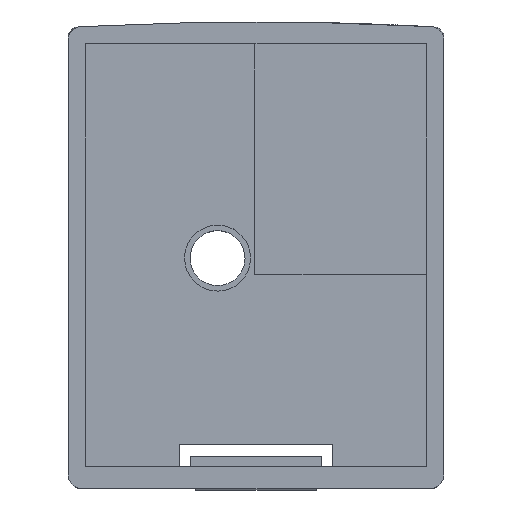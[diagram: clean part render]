
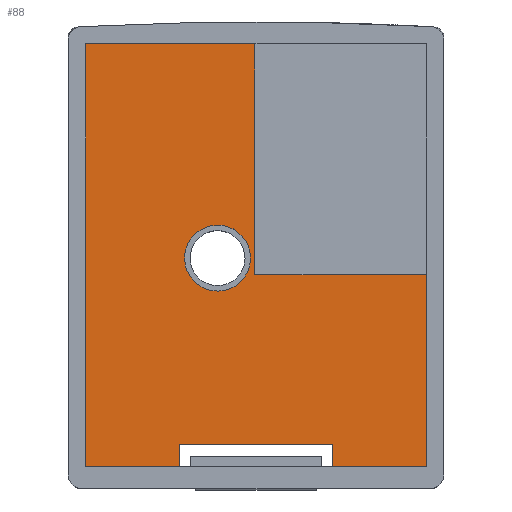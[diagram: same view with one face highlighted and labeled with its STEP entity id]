
A CAD part, top view. The second image highlights one B-rep face of the part: STEP entity #88.
In plain terms, the highlighted planar face has unit normal (0, 0, 1).
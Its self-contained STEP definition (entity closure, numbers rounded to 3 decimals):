
#17=FACE_BOUND('',#282,.T.);
#88=ADVANCED_FACE('',(#183,#17),#1677,.T.);
#183=FACE_OUTER_BOUND('',#281,.T.);
#281=EDGE_LOOP('',(#692,#693,#694,#695,#696,#697,#698,#699,#700,#701));
#282=EDGE_LOOP('',(#702));
#692=ORIENTED_EDGE('',*,*,#1034,.T.);
#693=ORIENTED_EDGE('',*,*,#1039,.T.);
#694=ORIENTED_EDGE('',*,*,#1047,.F.);
#695=ORIENTED_EDGE('',*,*,#1048,.T.);
#696=ORIENTED_EDGE('',*,*,#1046,.T.);
#697=ORIENTED_EDGE('',*,*,#1031,.T.);
#698=ORIENTED_EDGE('',*,*,#1036,.T.);
#699=ORIENTED_EDGE('',*,*,#932,.F.);
#700=ORIENTED_EDGE('',*,*,#1042,.F.);
#701=ORIENTED_EDGE('',*,*,#1027,.F.);
#702=ORIENTED_EDGE('',*,*,#939,.F.);
#932=EDGE_CURVE('',#1551,#1545,#1294,.T.);
#939=EDGE_CURVE('',#1440,#1440,#1198,.T.);
#1027=EDGE_CURVE('',#1546,#1552,#1360,.T.);
#1031=EDGE_CURVE('',#1543,#1544,#1364,.T.);
#1034=EDGE_CURVE('',#1546,#1547,#1367,.T.);
#1036=EDGE_CURVE('',#1544,#1545,#1369,.T.);
#1039=EDGE_CURVE('',#1547,#1549,#1372,.T.);
#1042=EDGE_CURVE('',#1552,#1551,#1375,.T.);
#1046=EDGE_CURVE('',#1554,#1543,#1379,.T.);
#1047=EDGE_CURVE('',#1553,#1549,#1380,.T.);
#1048=EDGE_CURVE('',#1553,#1554,#1381,.T.);
#1198=CIRCLE('',#1882,3.003);
#1294=B_SPLINE_CURVE_WITH_KNOTS('',1,(#2641,#2642,#2643),.UNSPECIFIED.,
 .F.,.F.,(2,1,2),(6.002,7.002,8.),
 .UNSPECIFIED.);
#1360=B_SPLINE_CURVE_WITH_KNOTS('',1,(#2924,#2925,#2926,#2927),
 .UNSPECIFIED.,.F.,.F.,(2,1,1,2),(-18.037,-17.04,-16.04,
-15.04),.UNSPECIFIED.);
#1364=B_SPLINE_CURVE_WITH_KNOTS('',1,(#2934,#2935),.UNSPECIFIED.,.F.,.F.,
(2,2),(-38.5,0.),.UNSPECIFIED.);
#1367=B_SPLINE_CURVE_WITH_KNOTS('',1,(#2940,#2941),.UNSPECIFIED.,.F.,.F.,
(2,2),(22.503,31.),.UNSPECIFIED.);
#1369=B_SPLINE_CURVE_WITH_KNOTS('',1,(#2944,#2945),.UNSPECIFIED.,.F.,.F.,
(2,2),(0.,8.497),.UNSPECIFIED.);
#1372=B_SPLINE_CURVE_WITH_KNOTS('',1,(#2950,#2951),.UNSPECIFIED.,.F.,.F.,
(2,2),(0.,17.5),.UNSPECIFIED.);
#1375=B_SPLINE_CURVE_WITH_KNOTS('',1,(#2956,#2957),.UNSPECIFIED.,.F.,.F.,
(2,2),(2.,3.),.UNSPECIFIED.);
#1379=B_SPLINE_CURVE_WITH_KNOTS('',1,(#2966,#2967),.UNSPECIFIED.,.F.,.F.,
(2,2),(-15.4,0.),.UNSPECIFIED.);
#1380=B_SPLINE_CURVE_WITH_KNOTS('',1,(#2968,#2969),.UNSPECIFIED.,.F.,.F.,
(2,2),(0.,15.6),.UNSPECIFIED.);
#1381=B_SPLINE_CURVE_WITH_KNOTS('',1,(#2970,#2971),.UNSPECIFIED.,.F.,.F.,
(2,2),(0.,21.),.UNSPECIFIED.);
#1440=VERTEX_POINT('',#2240);
#1543=VERTEX_POINT('',#2343);
#1544=VERTEX_POINT('',#2344);
#1545=VERTEX_POINT('',#2345);
#1546=VERTEX_POINT('',#2346);
#1547=VERTEX_POINT('',#2347);
#1549=VERTEX_POINT('',#2349);
#1551=VERTEX_POINT('',#2351);
#1552=VERTEX_POINT('',#2352);
#1553=VERTEX_POINT('',#2353);
#1554=VERTEX_POINT('',#2354);
#1677=PLANE('',#1845);
#1845=AXIS2_PLACEMENT_3D('',#2195,#1981,$);
#1882=AXIS2_PLACEMENT_3D($,#2656,#2027,#2028);
#1981=DIRECTION('',(0.,0.,1.));
#2027=DIRECTION('',(0.,0.,1.));
#2028=DIRECTION('',(0.309,0.951,0.));
#2195=CARTESIAN_POINT('',(33.,-36.,8.));
#2240=CARTESIAN_POINT('',(45.928,-14.144,8.));
#2343=CARTESIAN_POINT('',(33.,2.5,8.));
#2344=CARTESIAN_POINT('',(33.,-36.,8.));
#2345=CARTESIAN_POINT('',(41.497,-36.,8.));
#2346=CARTESIAN_POINT('',(55.503,-36.,8.));
#2347=CARTESIAN_POINT('',(64.,-36.,8.));
#2349=CARTESIAN_POINT('',(64.,-18.5,8.));
#2351=CARTESIAN_POINT('',(41.497,-33.997,8.));
#2352=CARTESIAN_POINT('',(55.503,-33.997,8.));
#2353=CARTESIAN_POINT('',(48.4,-18.5,8.));
#2354=CARTESIAN_POINT('',(48.4,2.5,8.));
#2641=CARTESIAN_POINT('',(41.497,-33.997,8.));
#2642=CARTESIAN_POINT('',(41.497,-35.071,8.));
#2643=CARTESIAN_POINT('',(41.497,-36.,8.));
#2656=CARTESIAN_POINT('',(45.,-17.,8.));
#2924=CARTESIAN_POINT('',(55.503,-36.,8.));
#2925=CARTESIAN_POINT('',(55.503,-35.071,8.));
#2926=CARTESIAN_POINT('',(55.503,-34.998,8.));
#2927=CARTESIAN_POINT('',(55.503,-33.997,8.));
#2934=CARTESIAN_POINT('',(33.,2.5,8.));
#2935=CARTESIAN_POINT('',(33.,-36.,8.));
#2940=CARTESIAN_POINT('',(55.503,-36.,8.));
#2941=CARTESIAN_POINT('',(64.,-36.,8.));
#2944=CARTESIAN_POINT('',(33.,-36.,8.));
#2945=CARTESIAN_POINT('',(41.497,-36.,8.));
#2950=CARTESIAN_POINT('',(64.,-36.,8.));
#2951=CARTESIAN_POINT('',(64.,-18.5,8.));
#2956=CARTESIAN_POINT('',(55.503,-33.997,8.));
#2957=CARTESIAN_POINT('',(41.497,-33.997,8.));
#2966=CARTESIAN_POINT('',(48.4,2.5,8.));
#2967=CARTESIAN_POINT('',(33.,2.5,8.));
#2968=CARTESIAN_POINT('',(48.4,-18.5,8.));
#2969=CARTESIAN_POINT('',(64.,-18.5,8.));
#2970=CARTESIAN_POINT('',(48.4,-18.5,8.));
#2971=CARTESIAN_POINT('',(48.4,2.5,8.));
